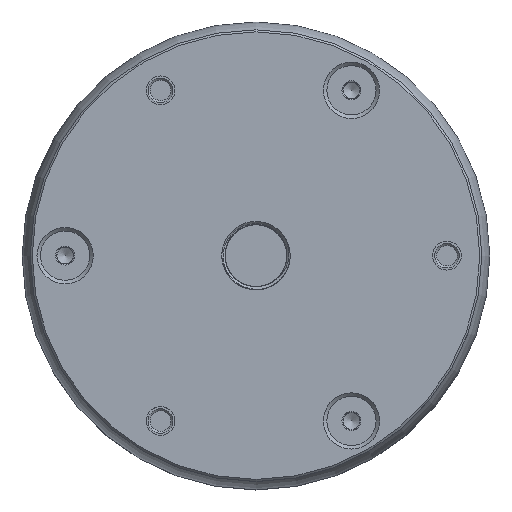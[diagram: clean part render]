
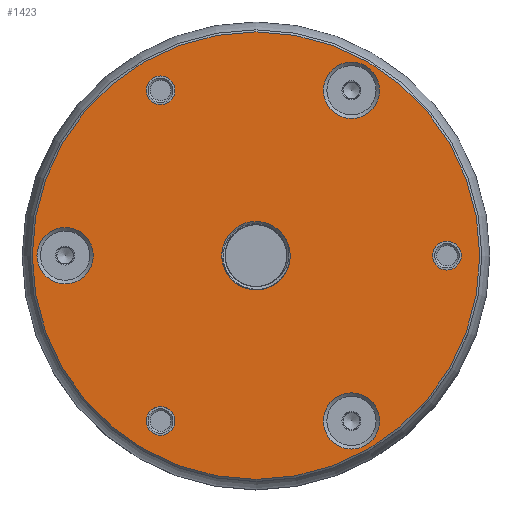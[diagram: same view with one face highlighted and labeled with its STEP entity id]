
A CAD part, top view. The second image highlights one B-rep face of the part: STEP entity #1423.
In plain terms, the highlighted planar face has unit normal (0, 0, 1).
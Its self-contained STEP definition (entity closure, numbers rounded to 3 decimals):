
#1083=PLANE('',#6293);
#1423=ADVANCED_FACE('',(#1891,#1892,#1893,#1894,#1895,#1896,#1897,#1898),
#1083,.T.);
#1891=FACE_BOUND('',#2478,.T.);
#1892=FACE_BOUND('',#2479,.T.);
#1893=FACE_BOUND('',#2480,.T.);
#1894=FACE_BOUND('',#2481,.T.);
#1895=FACE_BOUND('',#2482,.T.);
#1896=FACE_BOUND('',#2483,.T.);
#1897=FACE_BOUND('',#2484,.T.);
#1898=FACE_BOUND('',#2485,.T.);
#2478=EDGE_LOOP('',(#3641,#3642));
#2479=EDGE_LOOP('',(#3643));
#2480=EDGE_LOOP('',(#3644));
#2481=EDGE_LOOP('',(#3645));
#2482=EDGE_LOOP('',(#3646));
#2483=EDGE_LOOP('',(#3647));
#2484=EDGE_LOOP('',(#3648));
#2485=EDGE_LOOP('',(#3649));
#3641=ORIENTED_EDGE('',*,*,#4977,.T.);
#3642=ORIENTED_EDGE('',*,*,#4978,.T.);
#3643=ORIENTED_EDGE('',*,*,#4979,.T.);
#3644=ORIENTED_EDGE('',*,*,#4980,.T.);
#3645=ORIENTED_EDGE('',*,*,#4981,.T.);
#3646=ORIENTED_EDGE('',*,*,#4982,.T.);
#3647=ORIENTED_EDGE('',*,*,#4983,.T.);
#3648=ORIENTED_EDGE('',*,*,#4984,.T.);
#3649=ORIENTED_EDGE('',*,*,#4985,.T.);
#4364=VERTEX_POINT('',#9645);
#4365=VERTEX_POINT('',#9646);
#4366=VERTEX_POINT('',#9649);
#4367=VERTEX_POINT('',#9651);
#4368=VERTEX_POINT('',#9653);
#4369=VERTEX_POINT('',#9655);
#4370=VERTEX_POINT('',#9657);
#4371=VERTEX_POINT('',#9659);
#4372=VERTEX_POINT('',#9661);
#4977=EDGE_CURVE('',#4364,#4365,#5526,.T.);
#4978=EDGE_CURVE('',#4365,#4364,#5527,.T.);
#4979=EDGE_CURVE('',#4366,#4366,#5528,.T.);
#4980=EDGE_CURVE('',#4367,#4367,#5529,.T.);
#4981=EDGE_CURVE('',#4368,#4368,#5530,.T.);
#4982=EDGE_CURVE('',#4369,#4369,#5531,.T.);
#4983=EDGE_CURVE('',#4370,#4370,#5532,.T.);
#4984=EDGE_CURVE('',#4371,#4371,#5533,.T.);
#4985=EDGE_CURVE('',#4372,#4372,#5534,.T.);
#5526=CIRCLE('',#6284,8.331);
#5527=CIRCLE('',#6285,8.331);
#5528=CIRCLE('',#6286,3.5);
#5529=CIRCLE('',#6287,6.855);
#5530=CIRCLE('',#6288,3.5);
#5531=CIRCLE('',#6289,6.855);
#5532=CIRCLE('',#6290,3.5);
#5533=CIRCLE('',#6291,6.855);
#5534=CIRCLE('',#6292,54.5);
#6284=AXIS2_PLACEMENT_3D('',#9644,#7914,#7915);
#6285=AXIS2_PLACEMENT_3D('',#9647,#7916,#7917);
#6286=AXIS2_PLACEMENT_3D('',#9648,#7918,#7919);
#6287=AXIS2_PLACEMENT_3D('',#9650,#7920,#7921);
#6288=AXIS2_PLACEMENT_3D('',#9652,#7922,#7923);
#6289=AXIS2_PLACEMENT_3D('',#9654,#7924,#7925);
#6290=AXIS2_PLACEMENT_3D('',#9656,#7926,#7927);
#6291=AXIS2_PLACEMENT_3D('',#9658,#7928,#7929);
#6292=AXIS2_PLACEMENT_3D('',#9660,#7930,#7931);
#6293=AXIS2_PLACEMENT_3D('',#9662,#7932,#7933);
#7914=DIRECTION('',(0.,0.,-1.));
#7915=DIRECTION('',(1.,0.,0.));
#7916=DIRECTION('',(0.,0.,-1.));
#7917=DIRECTION('',(1.,0.,0.));
#7918=DIRECTION('',(0.,0.,-1.));
#7919=DIRECTION('',(-1.,0.,0.));
#7920=DIRECTION('',(0.,0.,-1.));
#7921=DIRECTION('',(-1.,0.,0.));
#7922=DIRECTION('',(0.,0.,-1.));
#7923=DIRECTION('',(-1.,0.,0.));
#7924=DIRECTION('',(0.,0.,-1.));
#7925=DIRECTION('',(-1.,0.,0.));
#7926=DIRECTION('',(0.,0.,-1.));
#7927=DIRECTION('',(-1.,0.,0.));
#7928=DIRECTION('',(0.,0.,-1.));
#7929=DIRECTION('',(-1.,0.,0.));
#7930=DIRECTION('',(0.,0.,1.));
#7931=DIRECTION('',(1.,0.,0.));
#7932=DIRECTION('',(0.,0.,1.));
#7933=DIRECTION('',(1.,0.,0.));
#9644=CARTESIAN_POINT('',(0.,0.,97.));
#9645=CARTESIAN_POINT('',(6.455,-5.267,97.));
#9646=CARTESIAN_POINT('',(6.455,5.267,97.));
#9647=CARTESIAN_POINT('',(0.,0.,97.));
#9648=CARTESIAN_POINT('',(-23.25,40.27,97.));
#9649=CARTESIAN_POINT('',(-26.75,40.27,97.));
#9650=CARTESIAN_POINT('',(23.25,40.27,97.));
#9651=CARTESIAN_POINT('',(16.395,40.27,97.));
#9652=CARTESIAN_POINT('',(46.5,0.,97.));
#9653=CARTESIAN_POINT('',(43.,0.,97.));
#9654=CARTESIAN_POINT('',(23.25,-40.27,97.));
#9655=CARTESIAN_POINT('',(16.395,-40.27,97.));
#9656=CARTESIAN_POINT('',(-23.25,-40.27,97.));
#9657=CARTESIAN_POINT('',(-26.75,-40.27,97.));
#9658=CARTESIAN_POINT('',(-46.5,0.,97.));
#9659=CARTESIAN_POINT('',(-53.355,0.,97.));
#9660=CARTESIAN_POINT('',(0.,0.,97.));
#9661=CARTESIAN_POINT('',(54.5,0.,97.));
#9662=CARTESIAN_POINT('',(0.,0.,97.));
